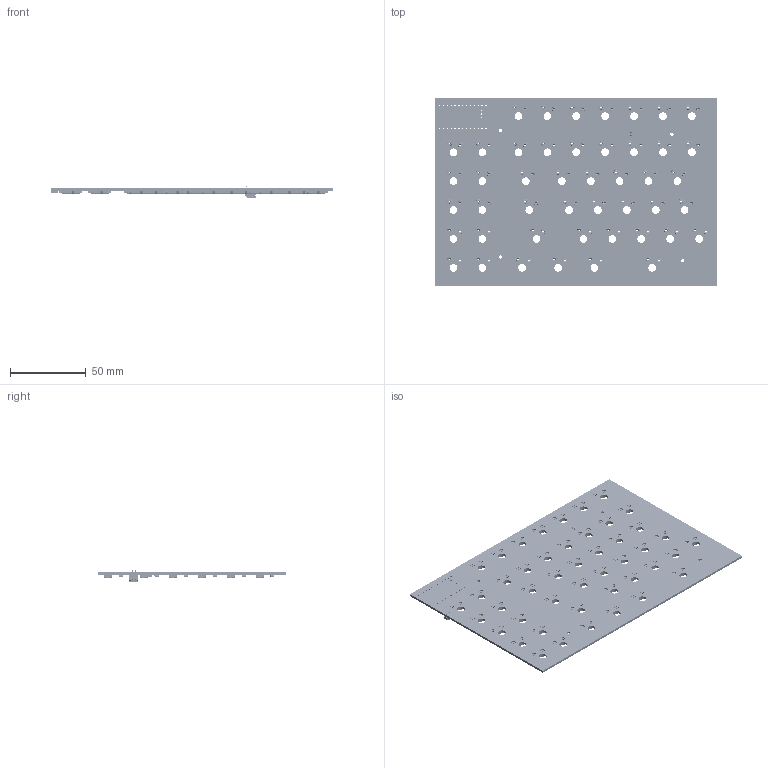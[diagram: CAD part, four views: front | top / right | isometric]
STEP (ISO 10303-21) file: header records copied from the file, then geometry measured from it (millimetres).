
FILE_DESCRIPTION(('KiCad electronic assembly'),'2;1');
FILE_NAME('Ergoslide-Left-PCB.step','2025-11-14T10:17:38',('Pcbnew'),( 'Kicad'),'Open CASCADE STEP processor 7.8','KiCad to STEP converter' ,'Unknown');
FILE_SCHEMA(('AUTOMOTIVE_DESIGN { 1 0 10303 214 1 1 1 1 }'));
Length unit declared in the file: millimetre
Products named in the file (6): Ergoslide-Left-PCB 1; Diode_SOD-123; Gateron-KS33-Socket; JST_PH_S2B-PH-K_1x02_P2.00mm_Horizontal; Panasonic_EVQPUL_EVQPUC; Ergoslide_PCB
Assembly tree (95 placements, depth 2):
  Ergoslide-Left-PCB 1
    Diode_SOD-123  x46
    Gateron-KS33-Socket  x46
    JST_PH_S2B-PH-K_1x02_P2.00mm_Horizontal
    Panasonic_EVQPUL_EVQPUC
    Ergoslide_PCB
Bounding box: 186.11 x 123.83 x 8.25 mm (x, y, z)
Volume: 37789.7 mm3; surface area: 57989 mm2
Topology: 95 solids, 95 shells, 10014 faces, 25060 edges, 15094 vertices
Faces by surface type: plane 5082, cylinder 2906, bspline 1196, torus 460, sphere 368, cone 2
Full cylindrical faces by diameter (mm): 0.65 x2, 0.75 x4, 0.762 x2, 0.889 x3, 0.914 x24, 2.2 x4, 2.9 x92, 3 x92, 5.1 x46
Entity records: 25052 total; most frequent: CARTESIAN_POINT 3835, DIRECTION 3733, ORIENTED_EDGE 3598, EDGE_CURVE 1795, AXIS2_PLACEMENT_3D 1250, LINE 1233, VECTOR 1233, VERTEX_POINT 1144
